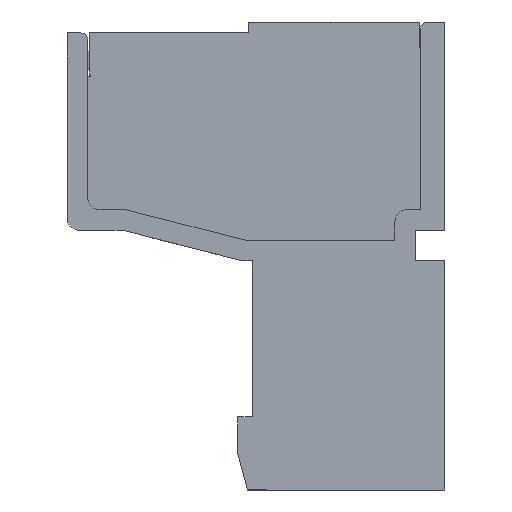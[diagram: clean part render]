
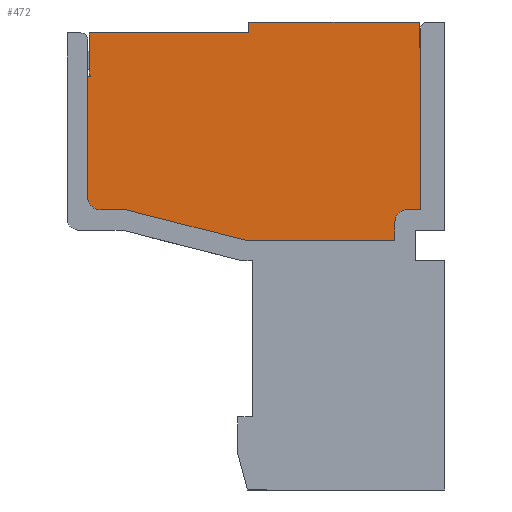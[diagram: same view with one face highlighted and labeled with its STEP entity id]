
A CAD part, left-side view. The second image highlights one B-rep face of the part: STEP entity #472.
In plain terms, the highlighted planar face has unit normal (-1, 0, 0).
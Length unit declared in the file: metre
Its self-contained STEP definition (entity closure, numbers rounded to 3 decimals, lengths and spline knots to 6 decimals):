
#472=ADVANCED_FACE('',(#1026),#1027,.F.);
#1026=FACE_OUTER_BOUND('',#1659,.T.);
#1027=PLANE('',#1660);
#1659=EDGE_LOOP('',(#3075,#3076,#3077,#3078,#3079,#3080,#3081,#3082,#3083,#3084,#3085,#3086,#3087,#3088,#3089,#3090,#3091));
#1660=AXIS2_PLACEMENT_3D('',#3092,#3093,#3094);
#3075=ORIENTED_EDGE('',*,*,#3885,.F.);
#3076=ORIENTED_EDGE('',*,*,#4326,.F.);
#3077=ORIENTED_EDGE('',*,*,#4331,.T.);
#3078=ORIENTED_EDGE('',*,*,#4236,.F.);
#3079=ORIENTED_EDGE('',*,*,#4109,.F.);
#3080=ORIENTED_EDGE('',*,*,#4064,.T.);
#3081=ORIENTED_EDGE('',*,*,#4332,.F.);
#3082=ORIENTED_EDGE('',*,*,#3968,.F.);
#3083=ORIENTED_EDGE('',*,*,#4003,.T.);
#3084=ORIENTED_EDGE('',*,*,#4333,.F.);
#3085=ORIENTED_EDGE('',*,*,#4334,.T.);
#3086=ORIENTED_EDGE('',*,*,#4335,.T.);
#3087=ORIENTED_EDGE('',*,*,#3895,.T.);
#3088=ORIENTED_EDGE('',*,*,#4163,.F.);
#3089=ORIENTED_EDGE('',*,*,#4287,.F.);
#3090=ORIENTED_EDGE('',*,*,#4322,.F.);
#3091=ORIENTED_EDGE('',*,*,#4175,.F.);
#3092=CARTESIAN_POINT('',(0.060188,0.118654,0.228129));
#3093=DIRECTION('',(1.0,0.0,0.));
#3094=DIRECTION('',(0.0,1.0,0.0));
#3885=EDGE_CURVE('',#4711,#4713,#4714,.T.);
#3895=EDGE_CURVE('',#4724,#4728,#4730,.T.);
#3968=EDGE_CURVE('',#4850,#4852,#4853,.T.);
#4003=EDGE_CURVE('',#4850,#4912,#4914,.T.);
#4064=EDGE_CURVE('',#5009,#5007,#5010,.T.);
#4109=EDGE_CURVE('',#5009,#5080,#5081,.T.);
#4163=EDGE_CURVE('',#5160,#4728,#5162,.T.);
#4175=EDGE_CURVE('',#4713,#5178,#5179,.T.);
#4236=EDGE_CURVE('',#5080,#5261,#5262,.T.);
#4287=EDGE_CURVE('',#5329,#5160,#5331,.T.);
#4322=EDGE_CURVE('',#5178,#5329,#5374,.T.);
#4326=EDGE_CURVE('',#5378,#4711,#5379,.T.);
#4331=EDGE_CURVE('',#5378,#5261,#5384,.T.);
#4332=EDGE_CURVE('',#4852,#5007,#5385,.T.);
#4333=EDGE_CURVE('',#5386,#4912,#5387,.T.);
#4334=EDGE_CURVE('',#5386,#5388,#5389,.T.);
#4335=EDGE_CURVE('',#5388,#4724,#5390,.T.);
#4711=VERTEX_POINT('',#5902);
#4713=VERTEX_POINT('',#5905);
#4714=LINE('',#5906,#5907);
#4724=VERTEX_POINT('',#5921);
#4728=VERTEX_POINT('',#5927);
#4730=LINE('',#5930,#5931);
#4850=VERTEX_POINT('',#6100);
#4852=VERTEX_POINT('',#6103);
#4853=LINE('',#6104,#6105);
#4912=VERTEX_POINT('',#6191);
#4914=LINE('',#6194,#6195);
#5007=VERTEX_POINT('',#6328);
#5009=VERTEX_POINT('',#6331);
#5010=LINE('',#6332,#6333);
#5080=VERTEX_POINT('',#6438);
#5081=LINE('',#6439,#6440);
#5160=VERTEX_POINT('',#6561);
#5162=LINE('',#6564,#6565);
#5178=VERTEX_POINT('',#6590);
#5179=LINE('',#6591,#6592);
#5261=VERTEX_POINT('',#6711);
#5262=LINE('',#6712,#6713);
#5329=VERTEX_POINT('',#6809);
#5331=CIRCLE('',#6812,0.0005);
#5374=LINE('',#6872,#6873);
#5378=VERTEX_POINT('',#6878);
#5379=LINE('',#6879,#6880);
#5384=CIRCLE('',#6887,0.0005);
#5385=LINE('',#6888,#6889);
#5386=VERTEX_POINT('',#6890);
#5387=LINE('',#6891,#6892);
#5388=VERTEX_POINT('',#6893);
#5389=LINE('',#6894,#6895);
#5390=CIRCLE('',#6896,0.0003);
#5902=CARTESIAN_POINT('',(0.060188,0.107004,0.220379));
#5905=CARTESIAN_POINT('',(0.060188,0.113147,0.220379));
#5906=CARTESIAN_POINT('',(0.060188,0.120454,0.220379));
#5907=VECTOR('',#7263,1.0);
#5921=CARTESIAN_POINT('',(0.060188,0.119478,0.227079));
#5927=CARTESIAN_POINT('',(0.060188,0.119604,0.227079));
#5930=CARTESIAN_POINT('',(0.060188,0.120454,0.227079));
#5931=VECTOR('',#7271,1.0);
#6100=CARTESIAN_POINT('',(0.060188,0.113004,0.229329));
#6103=CARTESIAN_POINT('',(0.060188,0.106004,0.229329));
#6104=CARTESIAN_POINT('',(0.060188,0.105654,0.229329));
#6105=VECTOR('',#7337,1.0);
#6191=CARTESIAN_POINT('',(0.060188,0.113004,0.228879));
#6194=CARTESIAN_POINT('',(0.060188,0.113004,0.229329));
#6195=VECTOR('',#7369,1.0);
#6328=CARTESIAN_POINT('',(0.060188,0.106004,0.228279));
#6331=CARTESIAN_POINT('',(0.060188,0.105954,0.228279));
#6332=CARTESIAN_POINT('',(0.060188,0.119054,0.228279));
#6333=VECTOR('',#7423,1.0);
#6438=CARTESIAN_POINT('',(0.060188,0.105954,0.221629));
#6439=CARTESIAN_POINT('',(0.060188,0.105954,0.229329));
#6440=VECTOR('',#7471,1.0);
#6561=CARTESIAN_POINT('',(0.060188,0.119604,0.222129));
#6564=CARTESIAN_POINT('',(0.060188,0.119604,0.229329));
#6565=VECTOR('',#7515,1.0);
#6590=CARTESIAN_POINT('',(0.060188,0.118047,0.221629));
#6591=CARTESIAN_POINT('',(0.060188,0.122151,0.222676));
#6592=VECTOR('',#7525,1.0);
#6711=CARTESIAN_POINT('',(0.060188,0.106504,0.221629));
#6712=CARTESIAN_POINT('',(0.060188,0.120454,0.221629));
#6713=VECTOR('',#7587,1.0);
#6809=CARTESIAN_POINT('',(0.060188,0.119104,0.221629));
#6812=AXIS2_PLACEMENT_3D('',#7630,#7631,#7632);
#6872=CARTESIAN_POINT('',(0.060188,0.120454,0.221629));
#6873=VECTOR('',#7668,1.0);
#6878=CARTESIAN_POINT('',(0.060188,0.107004,0.221129));
#6879=CARTESIAN_POINT('',(0.060188,0.107004,0.229329));
#6880=VECTOR('',#7670,1.0);
#6887=AXIS2_PLACEMENT_3D('',#7673,#7674,#7675);
#6888=CARTESIAN_POINT('',(0.060188,0.106004,0.226329));
#6889=VECTOR('',#7676,1.0);
#6890=CARTESIAN_POINT('',(0.060188,0.119554,0.228879));
#6891=CARTESIAN_POINT('',(0.060188,0.112454,0.228879));
#6892=VECTOR('',#7677,1.0);
#6893=CARTESIAN_POINT('',(0.060188,0.119554,0.227279));
#6894=CARTESIAN_POINT('',(0.060188,0.119554,0.228129));
#6895=VECTOR('',#7678,1.0);
#6896=AXIS2_PLACEMENT_3D('',#7679,#7680,#7681);
#7263=DIRECTION('',(0.0,1.0,0.0));
#7271=DIRECTION('',(0.0,1.0,0.0));
#7337=DIRECTION('',(0.0,-1.0,-0.0));
#7369=DIRECTION('',(0.,0.0,-1.0));
#7423=DIRECTION('',(0.0,1.0,0.0));
#7471=DIRECTION('',(0.,0.,-1.0));
#7515=DIRECTION('',(0.,0.0,1.0));
#7525=DIRECTION('',(0.,0.969,0.247));
#7587=DIRECTION('',(0.0,1.0,0.0));
#7630=CARTESIAN_POINT('',(0.060188,0.119104,0.222129));
#7631=DIRECTION('',(1.0,0.0,0.));
#7632=DIRECTION('',(0.,0.0,-1.0));
#7668=DIRECTION('',(0.0,1.0,0.0));
#7670=DIRECTION('',(0.,0.0,-1.0));
#7673=CARTESIAN_POINT('',(0.060188,0.106504,0.221129));
#7674=DIRECTION('',(1.0,0.0,0.));
#7675=DIRECTION('',(0.,0.0,-1.0));
#7676=DIRECTION('',(0.,0.0,-1.0));
#7677=DIRECTION('',(0.0,-1.0,-0.0));
#7678=DIRECTION('',(0.,0.0,-1.0));
#7679=CARTESIAN_POINT('',(0.060188,0.119254,0.227279));
#7680=DIRECTION('',(-1.0,-0.0,0.));
#7681=DIRECTION('',(0.,0.0,-1.0));
